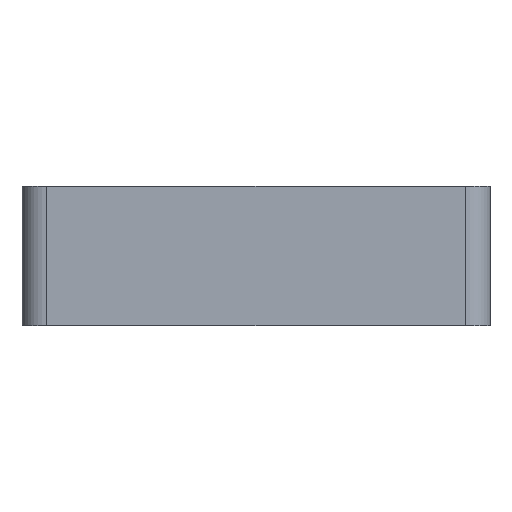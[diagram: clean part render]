
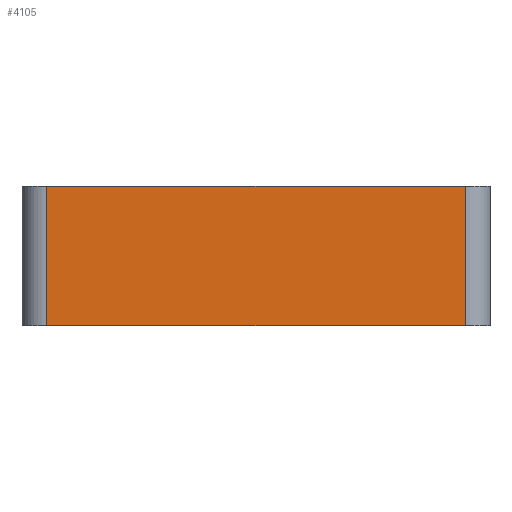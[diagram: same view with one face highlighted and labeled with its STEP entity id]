
A CAD part, front view. The second image highlights one B-rep face of the part: STEP entity #4105.
In plain terms, the highlighted planar face has unit normal (0, -1, 0).
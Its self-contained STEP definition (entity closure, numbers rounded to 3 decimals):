
#288=FACE_OUTER_BOUND('',#549,.T.);
#549=EDGE_LOOP('',(#3097,#3098,#3099,#3100));
#803=LINE('',#5981,#1285);
#870=LINE('',#6173,#1352);
#971=LINE('',#6424,#1453);
#972=LINE('',#6425,#1454);
#1285=VECTOR('',#4781,1000.);
#1352=VECTOR('',#4928,1000.);
#1453=VECTOR('',#5141,1000.);
#1454=VECTOR('',#5142,1000.);
#1784=VERTEX_POINT('',#5979);
#1785=VERTEX_POINT('',#5980);
#1869=VERTEX_POINT('',#6170);
#1870=VERTEX_POINT('',#6172);
#2183=EDGE_CURVE('',#1784,#1785,#803,.T.);
#2280=EDGE_CURVE('',#1870,#1869,#870,.T.);
#2408=EDGE_CURVE('',#1869,#1785,#971,.F.);
#2409=EDGE_CURVE('',#1784,#1870,#972,.T.);
#3097=ORIENTED_EDGE('',*,*,#2280,.T.);
#3098=ORIENTED_EDGE('',*,*,#2408,.T.);
#3099=ORIENTED_EDGE('',*,*,#2183,.F.);
#3100=ORIENTED_EDGE('',*,*,#2409,.T.);
#3906=PLANE('',#4429);
#4105=ADVANCED_FACE('',(#288),#3906,.F.);
#4429=AXIS2_PLACEMENT_3D('',#6423,#5139,#5140);
#4781=DIRECTION('',(1.,0.,0.));
#4928=DIRECTION('',(1.,0.,0.));
#5139=DIRECTION('center_axis',(0.,1.,0.));
#5140=DIRECTION('ref_axis',(-1.,0.,0.));
#5141=DIRECTION('',(0.,0.,-1.));
#5142=DIRECTION('',(0.,0.,-1.));
#5979=CARTESIAN_POINT('',(-25.6,-33.15,17.));
#5980=CARTESIAN_POINT('',(25.6,-33.15,17.));
#5981=CARTESIAN_POINT('',(-14.3,-33.15,17.));
#6170=CARTESIAN_POINT('',(25.6,-33.15,0.));
#6172=CARTESIAN_POINT('',(-25.6,-33.15,0.));
#6173=CARTESIAN_POINT('',(-14.3,-33.15,0.));
#6423=CARTESIAN_POINT('Origin',(-14.3,-33.15,17.));
#6424=CARTESIAN_POINT('',(25.6,-33.15,17.));
#6425=CARTESIAN_POINT('',(-25.6,-33.15,17.));
